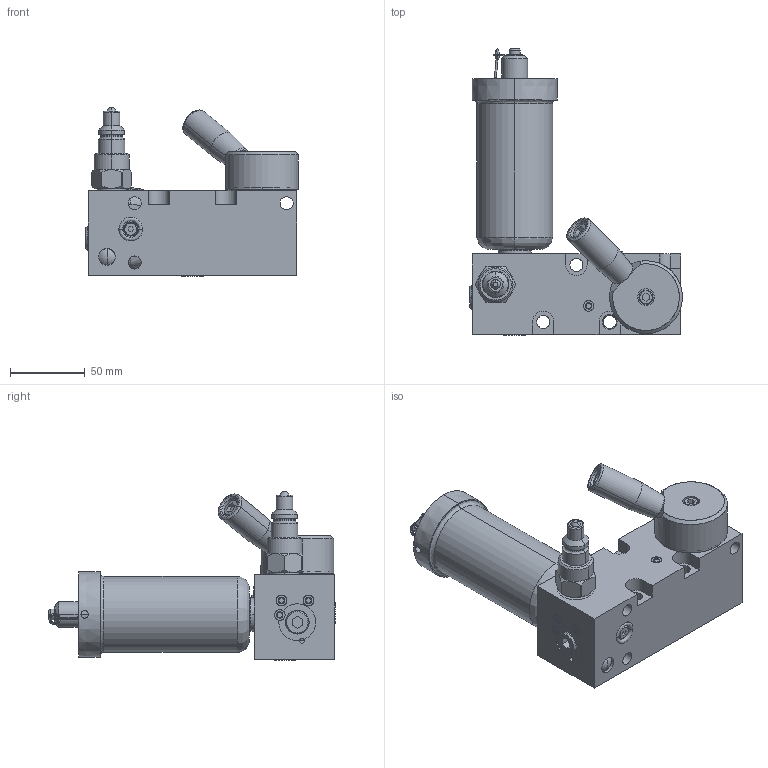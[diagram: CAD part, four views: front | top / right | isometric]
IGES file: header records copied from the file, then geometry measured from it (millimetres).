
Start section:  PTC IGES file: ilc56000607.igs
Global section: file name: ilc56000607.igs; native system: Creo Parametric by Parametric Technology Corporation; preprocessor: 2017170; author: Mjust; organization: Unknown; date: 20191202.093525; units: inch
Bounding box: 142.39 x 191.98 x 112.93 mm (x, y, z)
Surface area: 135096.3 mm2 (no closed solid volume)
Topology: 0 solids, 0 shells, 1636 faces, 11784 edges, 14919 vertices
Faces by surface type: bspline 838, revolution 798
